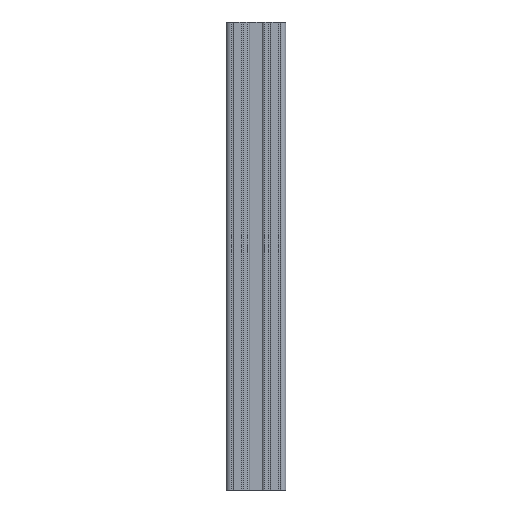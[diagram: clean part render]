
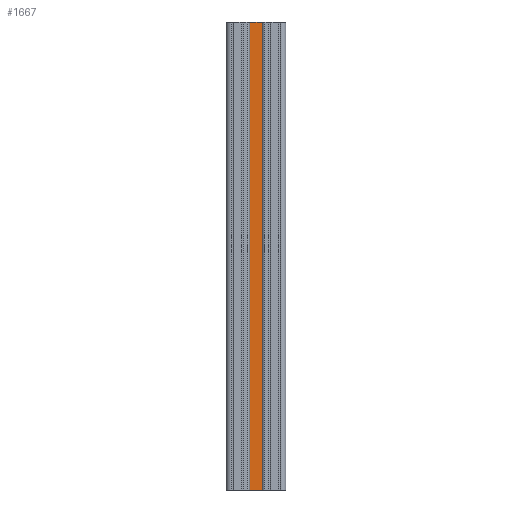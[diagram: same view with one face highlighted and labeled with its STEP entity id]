
A CAD part, front view. The second image highlights one B-rep face of the part: STEP entity #1667.
In plain terms, the highlighted planar face has unit normal (0, -1, 0).
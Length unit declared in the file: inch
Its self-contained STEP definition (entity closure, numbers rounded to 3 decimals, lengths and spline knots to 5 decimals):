
#1667 = ADVANCED_FACE ( 'NONE', ( #7226 ), #7620, .T. ) ;
#1682 = EDGE_CURVE ( 'NONE', #2150, #2149, #7667, .T. ) ;
#1685 = EDGE_CURVE ( 'NONE', #2152, #2151, #7676, .T. ) ;
#1686 = EDGE_CURVE ( 'NONE', #2151, #2149, #7679, .T. ) ;
#1687 = EDGE_CURVE ( 'NONE', #2152, #2150, #7682, .T. ) ;
#2101 = EDGE_LOOP ( 'NONE', ( #2513, #2515, #2514, #2516 ) ) ;
#2149 = VERTEX_POINT ( 'NONE', #8982 ) ;
#2150 = VERTEX_POINT ( 'NONE', #8983 ) ;
#2151 = VERTEX_POINT ( 'NONE', #8984 ) ;
#2152 = VERTEX_POINT ( 'NONE', #8985 ) ;
#2513 = ORIENTED_EDGE ( 'NONE', *, *, #1686, .F. ) ;
#2514 = ORIENTED_EDGE ( 'NONE', *, *, #1687, .T. ) ;
#2515 = ORIENTED_EDGE ( 'NONE', *, *, #1685, .F. ) ;
#2516 = ORIENTED_EDGE ( 'NONE', *, *, #1682, .T. ) ;
#7226 = FACE_OUTER_BOUND ( 'NONE', #2101, .T. ) ;
#7230 = AXIS2_PLACEMENT_3D ( 'NONE', #7621, #7622, #7623 ) ;
#7247 = VECTOR ( 'NONE', #7669, 39.37008 ) ;
#7249 = VECTOR ( 'NONE', #7678, 39.37008 ) ;
#7250 = VECTOR ( 'NONE', #7681, 39.37008 ) ;
#7251 = VECTOR ( 'NONE', #7684, 39.37008 ) ;
#7620 = PLANE ( 'NONE',  #7230 ) ;
#7621 = CARTESIAN_POINT ( 'NONE',  ( -0.18381, -0.2655, -11.75 ) ) ;
#7622 = DIRECTION ( 'NONE',  ( 0., -1., 0. ) ) ;
#7623 = DIRECTION ( 'NONE',  ( 1., 0., 0. ) ) ;
#7667 = LINE ( 'NONE', #7668, #7247 ) ;
#7668 = CARTESIAN_POINT ( 'NONE',  ( 0.18273, -0.2655, -11.75 ) ) ;
#7669 = DIRECTION ( 'NONE',  ( 0., 0., 1. ) ) ;
#7676 = LINE ( 'NONE', #7677, #7249 ) ;
#7677 = CARTESIAN_POINT ( 'NONE',  ( -0.18381, -0.2655, -11.75 ) ) ;
#7678 = DIRECTION ( 'NONE',  ( 0., 0., 1. ) ) ;
#7679 = LINE ( 'NONE', #7680, #7250 ) ;
#7680 = CARTESIAN_POINT ( 'NONE',  ( -0.18381, -0.2655, 0. ) ) ;
#7681 = DIRECTION ( 'NONE',  ( 1., 0., 0. ) ) ;
#7682 = LINE ( 'NONE', #7683, #7251 ) ;
#7683 = CARTESIAN_POINT ( 'NONE',  ( -0.18381, -0.2655, -11.75 ) ) ;
#7684 = DIRECTION ( 'NONE',  ( 1., 0., 0. ) ) ;
#8982 = CARTESIAN_POINT ( 'NONE',  ( 0.18273, -0.2655, 0. ) ) ;
#8983 = CARTESIAN_POINT ( 'NONE',  ( 0.18273, -0.2655, -11.75 ) ) ;
#8984 = CARTESIAN_POINT ( 'NONE',  ( -0.18381, -0.2655, 0. ) ) ;
#8985 = CARTESIAN_POINT ( 'NONE',  ( -0.18381, -0.2655, -11.75 ) ) ;
